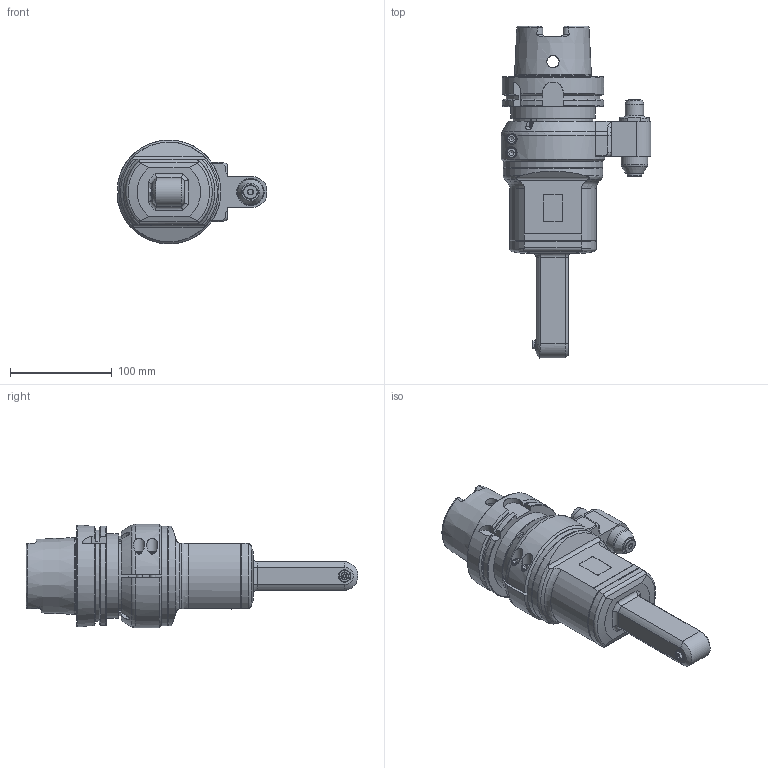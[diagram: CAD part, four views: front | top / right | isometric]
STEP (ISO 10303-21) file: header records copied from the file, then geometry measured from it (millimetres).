
FILE_DESCRIPTION(/* description */ (''),/* implementation_level */ '2;1');
FILE_NAME(/* name */ '9.FS9.04L00-4H100.stp',/* time_stamp */ '2024-08-12T11:17:04-04:00',/* author */ ('jkrenzer'),/* organization */ (''),/* preprocessor_version */ 'ST-DEVELOPER v18.1',/* originating_system */ 'Autodesk Inventor 2022',/* authorisation */ '');
FILE_SCHEMA (('AUTOMOTIVE_DESIGN { 1 0 10303 214 3 1 1 }'));
Products named in the file (3): 9.FS9.04L00-4H100; 9_FS9_04L00; 9_GA1_518_2  (Type 1, H100A, 80mm)
Assembly tree (2 placements, depth 2):
  9.FS9.04L00-4H100
    9_FS9_04L00
    9_GA1_518_2  (Type 1, H100A, 80mm)
Bounding box: 147.23 x 325.89 x 101.99 mm (x, y, z)
Volume: 1249257.7 mm3; surface area: 173950.5 mm2
Topology: 5 solids, 7 shells, 512 faces, 1315 edges, 851 vertices
Faces by surface type: plane 252, cylinder 138, cone 78, torus 34, bspline 6, sphere 4
Full cylindrical faces by diameter (mm): 2.5 x3, 2.6 x2, 3 x3, 5 x4, 6 x4, 6.5 x1, 7 x1, 8 x3, 8.5 x2, 10 x5, 10.4 x2, 11 x1, 12 x4, 12.5 x1, 14 x1, 18 x2, 24.5 x1, 26 x1, 27 x1, 38 x2, 53 x2, 63 x1, 65 x1, 75.369 x1, 83 x1, 97.8 x1, 98 x1, 100 x1
Entity records: 57602 total; most frequent: CARTESIAN_POINT 45380, ORIENTED_EDGE 2602, DIRECTION 2449, EDGE_CURVE 1301, AXIS2_PLACEMENT_3D 909, VERTEX_POINT 851, LINE 631, VECTOR 631
